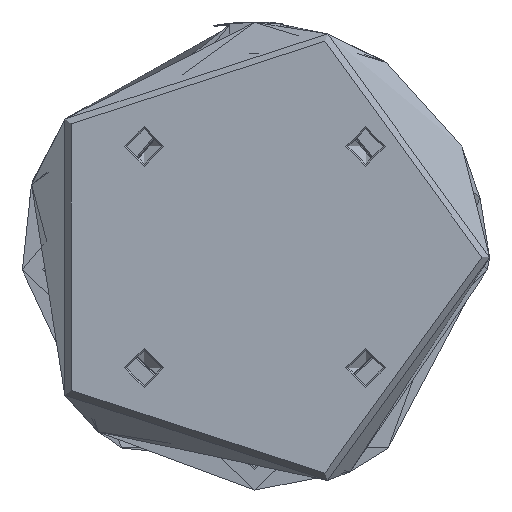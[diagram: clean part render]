
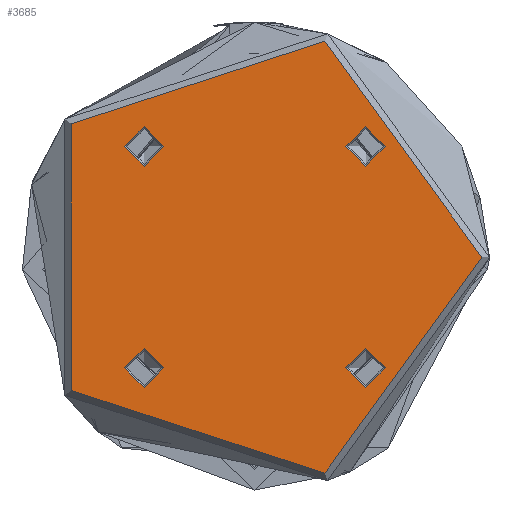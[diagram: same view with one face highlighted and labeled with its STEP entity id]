
A CAD part, front view. The second image highlights one B-rep face of the part: STEP entity #3685.
In plain terms, the highlighted face is planar.
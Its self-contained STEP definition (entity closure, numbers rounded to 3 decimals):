
#212 = EDGE_CURVE ( 'NONE', #2258, #2258, #924, .T. ) ;
#322 = AXIS2_PLACEMENT_3D ( 'NONE', #1616, #2421, #2033 ) ;
#330 = CARTESIAN_POINT ( 'NONE',  ( -28.284, 28.284, 0. ) ) ;
#418 = CARTESIAN_POINT ( 'NONE',  ( 28.284, 28.284, 0. ) ) ;
#565 = EDGE_LOOP ( 'NONE', ( #1241 ) ) ;
#623 = VERTEX_POINT ( 'NONE', #1946 ) ;
#641 = AXIS2_PLACEMENT_3D ( 'NONE', #2139, #5031, #2557 ) ;
#757 = DIRECTION ( 'NONE',  ( 1., 0., 0. ) ) ;
#780 = CIRCLE ( 'NONE', #1248, 5.025 ) ;
#781 = EDGE_CURVE ( 'NONE', #2127, #2127, #1655, .T. ) ;
#845 = DIRECTION ( 'NONE',  ( 1., 0., 0. ) ) ;
#924 = CIRCLE ( 'NONE', #641, 5.025 ) ;
#941 = CARTESIAN_POINT ( 'NONE',  ( 0., 0., 0. ) ) ;
#1033 = ORIENTED_EDGE ( 'NONE', *, *, #2478, .T. ) ;
#1194 = PLANE ( 'NONE',  #322 ) ;
#1241 = ORIENTED_EDGE ( 'NONE', *, *, #781, .F. ) ;
#1242 = AXIS2_PLACEMENT_3D ( 'NONE', #4700, #2212, #5101 ) ;
#1248 = AXIS2_PLACEMENT_3D ( 'NONE', #418, #3343, #845 ) ;
#1367 = DIRECTION ( 'NONE',  ( 1., 0., 0. ) ) ;
#1418 = EDGE_LOOP ( 'NONE', ( #4730 ) ) ;
#1424 = VERTEX_POINT ( 'NONE', #5222 ) ;
#1485 = VERTEX_POINT ( 'NONE', #2340 ) ;
#1616 = CARTESIAN_POINT ( 'NONE',  ( 0., 0., 0. ) ) ;
#1655 = CIRCLE ( 'NONE', #2794, 5.025 ) ;
#1884 = EDGE_LOOP ( 'NONE', ( #1033 ) ) ;
#1946 = CARTESIAN_POINT ( 'NONE',  ( 33.309, 28.284, 0. ) ) ;
#2033 = DIRECTION ( 'NONE',  ( -1., 0., 0. ) ) ;
#2127 = VERTEX_POINT ( 'NONE', #4400 ) ;
#2139 = CARTESIAN_POINT ( 'NONE',  ( 28.284, -28.284, 0. ) ) ;
#2212 = DIRECTION ( 'NONE',  ( 0., 0., 1. ) ) ;
#2258 = VERTEX_POINT ( 'NONE', #4807 ) ;
#2340 = CARTESIAN_POINT ( 'NONE',  ( 58., 0., 0. ) ) ;
#2421 = DIRECTION ( 'NONE',  ( 0., 0., -1. ) ) ;
#2478 = EDGE_CURVE ( 'NONE', #1485, #1485, #3291, .T. ) ;
#2535 = EDGE_CURVE ( 'NONE', #1424, #1424, #2749, .T. ) ;
#2557 = DIRECTION ( 'NONE',  ( 1., 0., 0. ) ) ;
#2749 = CIRCLE ( 'NONE', #1242, 5.025 ) ;
#2794 = AXIS2_PLACEMENT_3D ( 'NONE', #330, #3254, #757 ) ;
#2924 = FACE_OUTER_BOUND ( 'NONE', #1884, .T. ) ;
#2986 = FACE_BOUND ( 'NONE', #4549, .T. ) ;
#3122 = FACE_BOUND ( 'NONE', #1418, .T. ) ;
#3188 = FACE_BOUND ( 'NONE', #4513, .T. ) ;
#3250 = ORIENTED_EDGE ( 'NONE', *, *, #2535, .F. ) ;
#3254 = DIRECTION ( 'NONE',  ( 0., 0., 1. ) ) ;
#3291 = CIRCLE ( 'NONE', #4409, 58. ) ;
#3343 = DIRECTION ( 'NONE',  ( 0., 0., 1. ) ) ;
#3389 = FACE_BOUND ( 'NONE', #565, .T. ) ;
#3685 = ADVANCED_FACE ( 'NONE', ( #3389, #3122, #2986, #3188, #2924 ), #1194, .F. ) ;
#3858 = DIRECTION ( 'NONE',  ( 0., 0., 1. ) ) ;
#4249 = ORIENTED_EDGE ( 'NONE', *, *, #212, .F. ) ;
#4271 = EDGE_CURVE ( 'NONE', #623, #623, #780, .T. ) ;
#4400 = CARTESIAN_POINT ( 'NONE',  ( -23.259, 28.284, 0. ) ) ;
#4409 = AXIS2_PLACEMENT_3D ( 'NONE', #941, #3858, #1367 ) ;
#4513 = EDGE_LOOP ( 'NONE', ( #3250 ) ) ;
#4549 = EDGE_LOOP ( 'NONE', ( #4249 ) ) ;
#4700 = CARTESIAN_POINT ( 'NONE',  ( -28.284, -28.284, 0. ) ) ;
#4730 = ORIENTED_EDGE ( 'NONE', *, *, #4271, .F. ) ;
#4807 = CARTESIAN_POINT ( 'NONE',  ( 33.309, -28.284, 0. ) ) ;
#5031 = DIRECTION ( 'NONE',  ( 0., 0., 1. ) ) ;
#5101 = DIRECTION ( 'NONE',  ( 1., 0., 0. ) ) ;
#5222 = CARTESIAN_POINT ( 'NONE',  ( -23.259, -28.284, 0. ) ) ;
